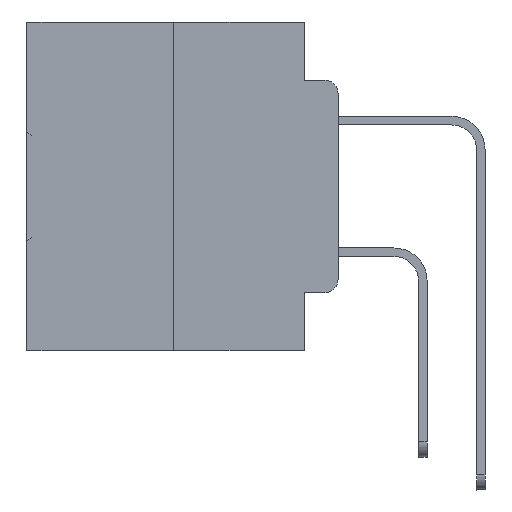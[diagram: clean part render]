
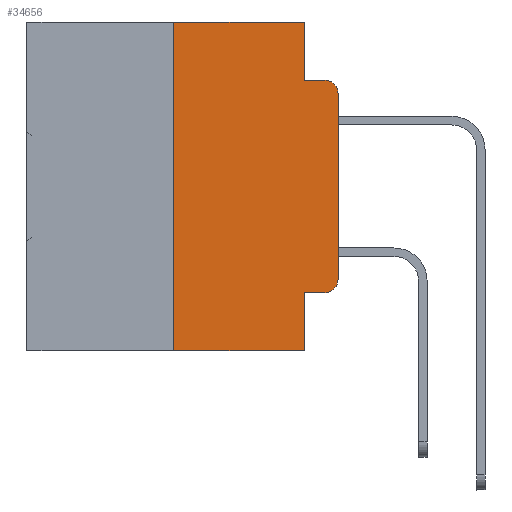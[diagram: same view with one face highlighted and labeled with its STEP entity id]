
A CAD part, left-side view. The second image highlights one B-rep face of the part: STEP entity #34656.
In plain terms, the highlighted planar face has unit normal (-1, 0, 0).
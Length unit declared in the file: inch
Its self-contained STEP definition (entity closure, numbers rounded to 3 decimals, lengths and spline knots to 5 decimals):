
#49 = ORIENTED_EDGE ( 'NONE', *, *, #7487, .F. ) ;
#246 = ORIENTED_EDGE ( 'NONE', *, *, #33751, .F. ) ;
#445 = DIRECTION ( 'NONE',  ( 0., 0., -1. ) ) ;
#624 = CARTESIAN_POINT ( 'NONE',  ( 0., 0.25, 0. ) ) ;
#799 = ORIENTED_EDGE ( 'NONE', *, *, #20165, .T. ) ;
#938 = ORIENTED_EDGE ( 'NONE', *, *, #28349, .F. ) ;
#1482 = AXIS2_PLACEMENT_3D ( 'NONE', #8921, #28049, #11676 ) ;
#1879 = VERTEX_POINT ( 'NONE', #27469 ) ;
#2153 = DIRECTION ( 'NONE',  ( 0., 0., 1. ) ) ;
#2753 = ORIENTED_EDGE ( 'NONE', *, *, #21038, .T. ) ;
#3306 = LINE ( 'NONE', #11196, #9749 ) ;
#3930 = VECTOR ( 'NONE', #32784, 39.37008 ) ;
#4132 = CARTESIAN_POINT ( 'NONE',  ( 0., 0.473, -0.5 ) ) ;
#4257 = CARTESIAN_POINT ( 'NONE',  ( 0., 0.051, -0.0885 ) ) ;
#4361 = DIRECTION ( 'NONE',  ( 0., 0., -1. ) ) ;
#4442 = CARTESIAN_POINT ( 'NONE',  ( 0., 0., -0.3915 ) ) ;
#4503 = ORIENTED_EDGE ( 'NONE', *, *, #17416, .T. ) ;
#4551 = VECTOR ( 'NONE', #2153, 39.37008 ) ;
#4647 = CARTESIAN_POINT ( 'NONE',  ( 0., 0.473, 0. ) ) ;
#4787 = LINE ( 'NONE', #16533, #3930 ) ;
#5419 = LINE ( 'NONE', #29532, #4551 ) ;
#5911 = DIRECTION ( 'NONE',  ( 0., -1., 0. ) ) ;
#6855 = VECTOR ( 'NONE', #5911, 39.37008 ) ;
#6918 = DIRECTION ( 'NONE',  ( 0., -1., 0. ) ) ;
#7041 = CARTESIAN_POINT ( 'NONE',  ( 0., 0.051, 0. ) ) ;
#7487 = EDGE_CURVE ( 'NONE', #26578, #16259, #3306, .T. ) ;
#8058 = DIRECTION ( 'NONE',  ( 0., -1., 0. ) ) ;
#8906 = CARTESIAN_POINT ( 'NONE',  ( 0., 0.051, -0.5 ) ) ;
#8921 = CARTESIAN_POINT ( 'NONE',  ( 0., 0.02, -0.3915 ) ) ;
#9348 = EDGE_CURVE ( 'NONE', #16259, #23529, #16205, .T. ) ;
#9520 = VERTEX_POINT ( 'NONE', #624 ) ;
#9749 = VECTOR ( 'NONE', #27579, 39.37008 ) ;
#9783 = AXIS2_PLACEMENT_3D ( 'NONE', #33163, #16914, #445 ) ;
#10860 = VERTEX_POINT ( 'NONE', #4442 ) ;
#11196 = CARTESIAN_POINT ( 'NONE',  ( 0., 0.051, 0. ) ) ;
#11272 = LINE ( 'NONE', #7041, #16891 ) ;
#11676 = DIRECTION ( 'NONE',  ( 0., 0., -1. ) ) ;
#12447 = ORIENTED_EDGE ( 'NONE', *, *, #26833, .F. ) ;
#12805 = FACE_OUTER_BOUND ( 'NONE', #33041, .T. ) ;
#13613 = CIRCLE ( 'NONE', #9783, 0.02 ) ;
#14996 = CIRCLE ( 'NONE', #1482, 0.02 ) ;
#15733 = DIRECTION ( 'NONE',  ( 1., 0., 0. ) ) ;
#16205 = LINE ( 'NONE', #29938, #29841 ) ;
#16259 = VERTEX_POINT ( 'NONE', #4257 ) ;
#16533 = CARTESIAN_POINT ( 'NONE',  ( 0., 0.051, -0.4115 ) ) ;
#16891 = VECTOR ( 'NONE', #4361, 39.37008 ) ;
#16914 = DIRECTION ( 'NONE',  ( -1., 0., 0. ) ) ;
#17416 = EDGE_CURVE ( 'NONE', #25437, #10860, #14996, .T. ) ;
#18546 = EDGE_CURVE ( 'NONE', #1879, #23529, #13613, .T. ) ;
#18645 = LINE ( 'NONE', #4132, #33074 ) ;
#19078 = CARTESIAN_POINT ( 'NONE',  ( 0., 0.02, -0.4115 ) ) ;
#19877 = CARTESIAN_POINT ( 'NONE',  ( 0., 0.25, 0. ) ) ;
#20165 = EDGE_CURVE ( 'NONE', #25224, #31305, #18645, .T. ) ;
#20606 = LINE ( 'NONE', #33211, #6855 ) ;
#21038 = EDGE_CURVE ( 'NONE', #24498, #25437, #4787, .T. ) ;
#22190 = EDGE_CURVE ( 'NONE', #10860, #1879, #5419, .T. ) ;
#22492 = VECTOR ( 'NONE', #25490, 39.37008 ) ;
#23529 = VERTEX_POINT ( 'NONE', #27448 ) ;
#23860 = PLANE ( 'NONE',  #28793 ) ;
#24116 = CARTESIAN_POINT ( 'NONE',  ( 0., 0.051, 0. ) ) ;
#24498 = VERTEX_POINT ( 'NONE', #33804 ) ;
#25224 = VERTEX_POINT ( 'NONE', #34335 ) ;
#25437 = VERTEX_POINT ( 'NONE', #19078 ) ;
#25490 = DIRECTION ( 'NONE',  ( 0., 0., 1. ) ) ;
#26035 = ORIENTED_EDGE ( 'NONE', *, *, #22190, .T. ) ;
#26578 = VERTEX_POINT ( 'NONE', #24116 ) ;
#26833 = EDGE_CURVE ( 'NONE', #9520, #26578, #20606, .T. ) ;
#27448 = CARTESIAN_POINT ( 'NONE',  ( 0., 0.02, -0.0885 ) ) ;
#27469 = CARTESIAN_POINT ( 'NONE',  ( 0., 0., -0.1085 ) ) ;
#27579 = DIRECTION ( 'NONE',  ( 0., 0., -1. ) ) ;
#28049 = DIRECTION ( 'NONE',  ( -1., 0., 0. ) ) ;
#28349 = EDGE_CURVE ( 'NONE', #24498, #31305, #11272, .T. ) ;
#28793 = AXIS2_PLACEMENT_3D ( 'NONE', #4647, #15733, #34693 ) ;
#29532 = CARTESIAN_POINT ( 'NONE',  ( 0., 0., 0. ) ) ;
#29841 = VECTOR ( 'NONE', #8058, 39.37008 ) ;
#29938 = CARTESIAN_POINT ( 'NONE',  ( 0., 0.051, -0.0885 ) ) ;
#30138 = ORIENTED_EDGE ( 'NONE', *, *, #18546, .T. ) ;
#31305 = VERTEX_POINT ( 'NONE', #8906 ) ;
#31409 = LINE ( 'NONE', #19877, #22492 ) ;
#32784 = DIRECTION ( 'NONE',  ( 0., -1., 0. ) ) ;
#33041 = EDGE_LOOP ( 'NONE', ( #26035, #30138, #33428, #49, #12447, #246, #799, #938, #2753, #4503 ) ) ;
#33074 = VECTOR ( 'NONE', #6918, 39.37008 ) ;
#33163 = CARTESIAN_POINT ( 'NONE',  ( 0., 0.02, -0.1085 ) ) ;
#33211 = CARTESIAN_POINT ( 'NONE',  ( 0., 0.473, 0. ) ) ;
#33428 = ORIENTED_EDGE ( 'NONE', *, *, #9348, .F. ) ;
#33751 = EDGE_CURVE ( 'NONE', #25224, #9520, #31409, .T. ) ;
#33804 = CARTESIAN_POINT ( 'NONE',  ( 0., 0.051, -0.4115 ) ) ;
#34335 = CARTESIAN_POINT ( 'NONE',  ( 0., 0.25, -0.5 ) ) ;
#34656 = ADVANCED_FACE ( 'NONE', ( #12805 ), #23860, .F. ) ;
#34693 = DIRECTION ( 'NONE',  ( 0., 0., -1. ) ) ;
